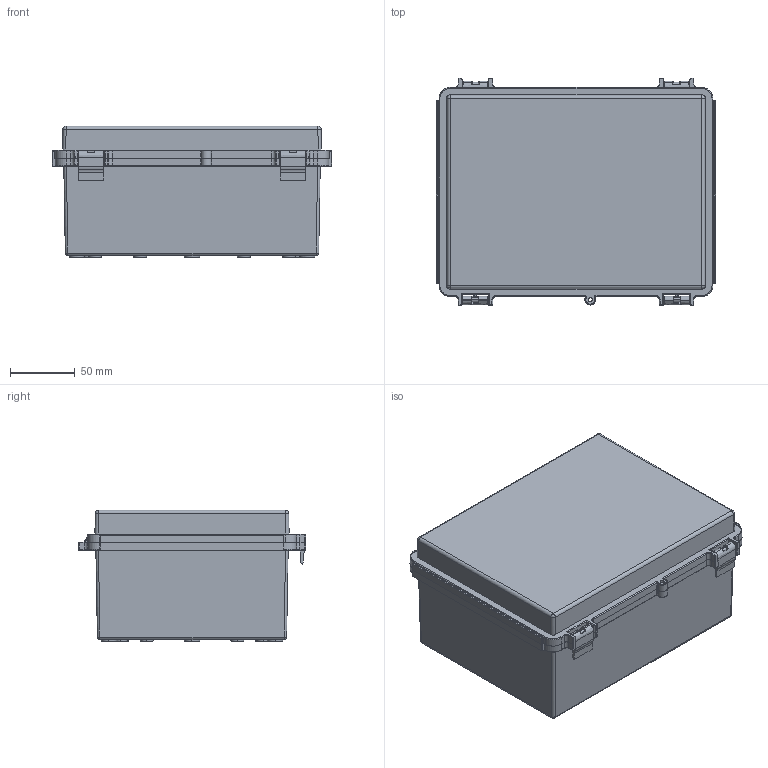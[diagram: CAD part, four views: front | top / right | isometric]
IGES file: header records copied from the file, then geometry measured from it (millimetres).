
Start section: SolidWorks IGES file using analytic representation for surfaces
Global section: file name: B005UPAN0W.3D.IGS; native system: SolidWorks 2012; preprocessor: SolidWorks 2012; author: AE17; date: 131003.192208; units: inch
Bounding box: 215.49 x 175.47 x 101.78 mm (x, y, z)
Surface area: 279666.4 mm2 (no closed solid volume)
Topology: 0 solids, 0 shells, 752 faces, 9722 edges, 9680 vertices
Faces by surface type: revolution 430, bspline 322
